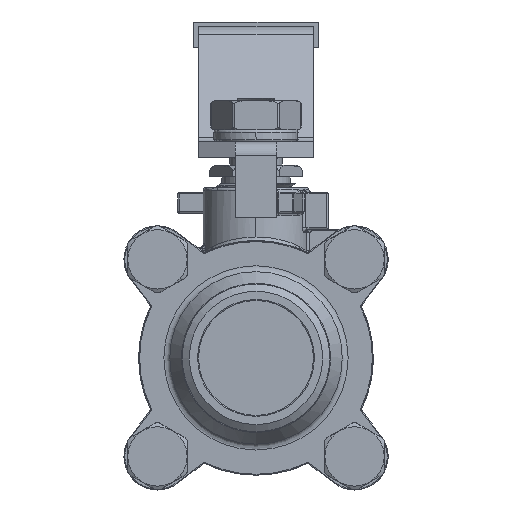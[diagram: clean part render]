
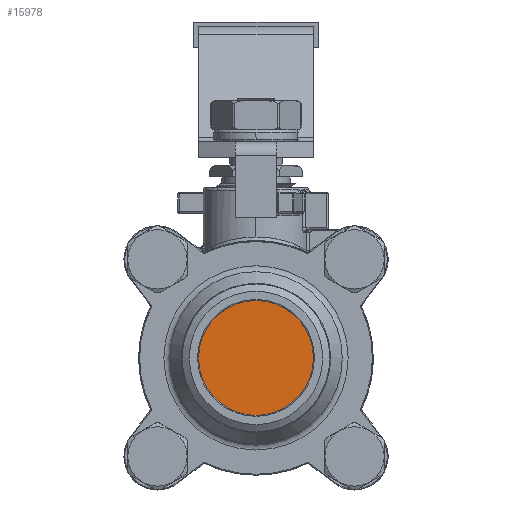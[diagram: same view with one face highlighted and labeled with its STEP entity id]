
A CAD part, front view. The second image highlights one B-rep face of the part: STEP entity #15978.
In plain terms, the highlighted planar face has unit normal (0, -1, 0).
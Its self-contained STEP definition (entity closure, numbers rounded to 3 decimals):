
#15962=CARTESIAN_POINT('',(0.,-18.726,-23.86));
#15963=DIRECTION('',(0.,-1.,0.));
#15964=DIRECTION('',(-1.,0.,0.));
#15965=AXIS2_PLACEMENT_3D('',#15962,#15963,#15964);
#15966=PLANE('',#15965);
#15967=CARTESIAN_POINT('',(12.5,-18.726,0.));
#15968=VERTEX_POINT('',#15967);
#15969=CARTESIAN_POINT('',(0.,-18.726,0.));
#15970=DIRECTION('',(-0.,1.,0.));
#15971=DIRECTION('',(1.,0.,0.));
#15972=AXIS2_PLACEMENT_3D('',#15969,#15970,#15971);
#15973=CIRCLE('',#15972,12.5);
#15974=EDGE_CURVE('',#15968,#15968,#15973,.T.);
#15975=ORIENTED_EDGE('',*,*,#15974,.F.);
#15976=EDGE_LOOP('',(#15975));
#15977=FACE_BOUND('',#15976,.T.);
#15978=ADVANCED_FACE('',(#15977),#15966,.T.);
